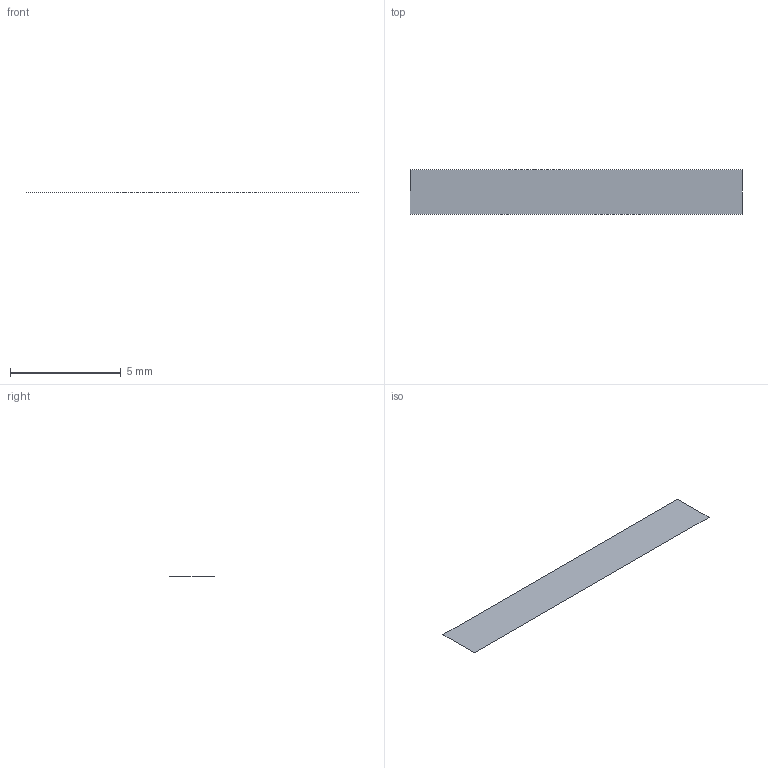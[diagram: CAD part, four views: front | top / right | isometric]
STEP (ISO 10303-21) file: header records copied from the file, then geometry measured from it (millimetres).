
FILE_DESCRIPTION((''),'2;1');
FILE_NAME('ROD-BEAM','2025-03-04T09:12:53',('io'),(''),'CREO PARAMETRIC BY PTC INC, 2023073','CREO PARAMETRIC BY PTC INC, 2023073','');
FILE_SCHEMA(('AP242_MANAGED_MODEL_BASED_3D_ENGINEERING_MIM_LF { 1 0 10303 442 1 1 4 }'));
Length unit declared in the file: millimetre
Products named in the file (1): ROD-BEAM
Bounding box: 15 x 2 x 0 mm (x, y, z)
Surface area: 30 mm2 (no closed solid volume)
Topology: 0 solids, 1 shells, 1 faces, 4 edges, 4 vertices
Faces by surface type: plane 1
Entity records: 84 total; most frequent: CARTESIAN_POINT 9, COLOUR_RGB 9, DIRECTION 6, VECTOR 4, LINE 4, VERTEX_POINT 4, ORIENTED_EDGE 4, DRAUGHTING_PRE_DEFINED_COLOUR 4
